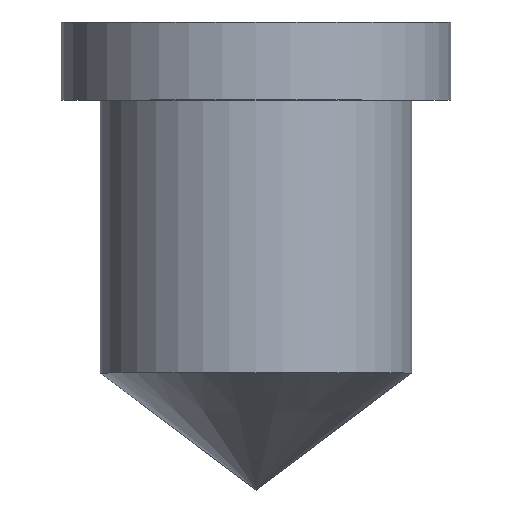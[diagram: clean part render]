
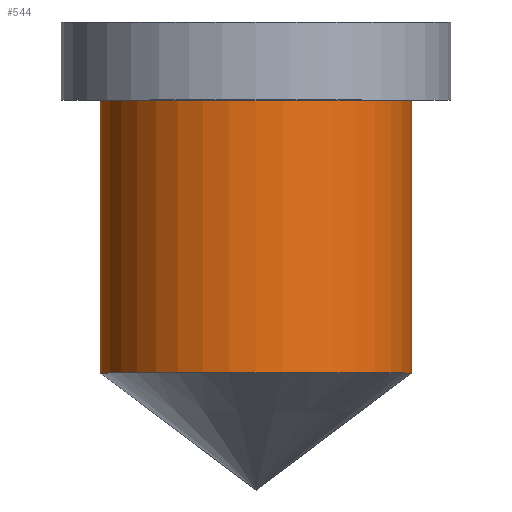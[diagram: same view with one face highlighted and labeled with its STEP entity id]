
A CAD part, top view. The second image highlights one B-rep face of the part: STEP entity #544.
In plain terms, the highlighted cylindrical face has radius 2 mm (diameter 4 mm), a partial arc.
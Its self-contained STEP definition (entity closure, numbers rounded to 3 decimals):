
#487=CARTESIAN_POINT('POINT29',(2.,5.,0.));
#488=VERTEX_POINT('VERTEX29',#487);
#489=CARTESIAN_POINT('POINT30',(-2.,5.,0.));
#490=VERTEX_POINT('VERTEX30',#489);
#498=CARTESIAN_POINT('POS60',(0.,5.,
   0.));
#499=DIRECTION('DIR81',(0.,-1.,0.));
#500=DIRECTION('DIR82',(1.,0.,0.));
#501=AXIS2_PLACEMENT_3D('AXIS22',#498,#499,#500);
#502=CIRCLE('ELLIPSE6',#501,2.);
#503=EDGE_CURVE('EDGE44',#488,#490,#502,.T.);
#513=ORIENTED_EDGE('COEDGE87',*,*,#503,.T.);
#514=CARTESIAN_POINT('POINT31',(-2.,1.5,0.
   ));
#515=VERTEX_POINT('VERTEX31',#514);
#516=CARTESIAN_POINT('POS62',(-2.,1.5,0.))
   ;
#517=DIRECTION('DIR85',(0.,1.,0.));
#518=VECTOR('VEC39',#517,1.);
#519=LINE('STRAIGHT39',#516,#518);
#520=EDGE_CURVE('EDGE45',#515,#490,#519,.T.);
#521=ORIENTED_EDGE('COEDGE88',*,*,#520,.F.);
#522=CARTESIAN_POINT('POINT32',(2.,1.5,0.));
#523=VERTEX_POINT('VERTEX32',#522);
#524=CARTESIAN_POINT('POS63',(0.,1.5,
   0.));
#525=DIRECTION('DIR86',(0.,-1.,0.));
#526=DIRECTION('DIR87',(1.,0.,0.));
#527=AXIS2_PLACEMENT_3D('AXIS24',#524,#525,#526);
#528=CIRCLE('ELLIPSE7',#527,2.);
#529=EDGE_CURVE('EDGE46',#523,#515,#528,.T.);
#530=ORIENTED_EDGE('COEDGE89',*,*,#529,.F.);
#531=CARTESIAN_POINT('POS64',(2.,1.5,0.));
#532=DIRECTION('DIR88',(0.,1.,0.));
#533=VECTOR('VEC40',#532,1.);
#534=LINE('STRAIGHT40',#531,#533);
#535=EDGE_CURVE('EDGE47',#523,#488,#534,.T.);
#536=ORIENTED_EDGE('COEDGE90',*,*,#535,.T.);
#537=EDGE_LOOP('NONE',(#513,#521,#530,#536));
#538=FACE_BOUND('LOOP1',#537,.T.);
#539=CARTESIAN_POINT('POS65',(0.,-0.3,0.));
#540=DIRECTION('DIR89',(0.,1.,0.));
#541=DIRECTION('DIR90',(1.,0.,0.));
#542=AXIS2_PLACEMENT_3D('AXIS25',#539,#540,#541);
#543=CYLINDRICAL_SURFACE('CONE_SURF3',#542,2.);
#544=ADVANCED_FACE('FACE18',(#538),#543,.T.);
